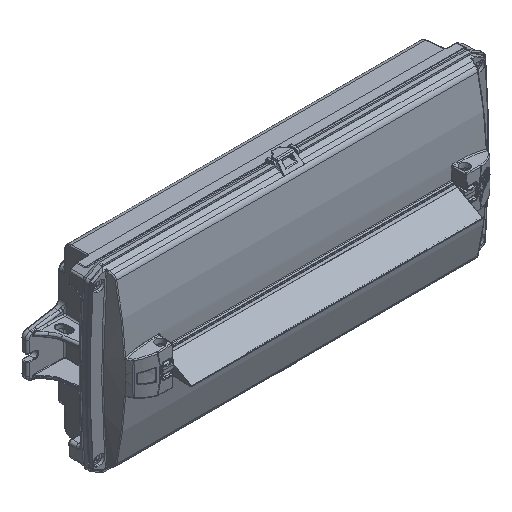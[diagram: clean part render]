
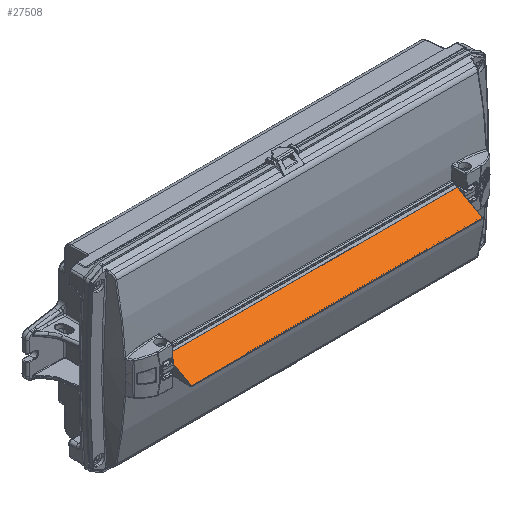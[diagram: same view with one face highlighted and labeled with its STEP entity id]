
A CAD part, isometric view. The second image highlights one B-rep face of the part: STEP entity #27508.
In plain terms, the highlighted planar face has unit normal (0, -0.5, 0.866).
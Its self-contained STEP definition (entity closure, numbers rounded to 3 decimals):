
#1506 = DIRECTION ( 'NONE',  ( 0., 0.866, 0.5 ) ) ;
#1559 = CARTESIAN_POINT ( 'NONE',  ( 157.292, 27.049, 4.973 ) ) ;
#12119 = ORIENTED_EDGE ( 'NONE', *, *, #13470, .T. ) ;
#13470 = EDGE_CURVE ( 'NONE', #95875, #31402, #82786, .T. ) ;
#15054 = DIRECTION ( 'NONE',  ( 1., 0., 0. ) ) ;
#15705 = DIRECTION ( 'NONE',  ( 0., -0.5, 0.866 ) ) ;
#19452 = DIRECTION ( 'NONE',  ( 0., -0.866, -0.5 ) ) ;
#19674 = LINE ( 'NONE', #68231, #94966 ) ;
#19946 = DIRECTION ( 'NONE',  ( 0., -0.866, -0.5 ) ) ;
#21628 = CARTESIAN_POINT ( 'NONE',  ( 149.8, 27.049, 4.973 ) ) ;
#27508 = ADVANCED_FACE ( 'NONE', ( #63852 ), #65871, .T. ) ;
#28856 = CARTESIAN_POINT ( 'NONE',  ( -149.8, 27.049, 4.973 ) ) ;
#31402 = VERTEX_POINT ( 'NONE', #89105 ) ;
#37840 = VECTOR ( 'NONE', #92507, 1000. ) ;
#39699 = CARTESIAN_POINT ( 'NONE',  ( -149.801, 19.495, 0.612 ) ) ;
#50758 = AXIS2_PLACEMENT_3D ( 'NONE', #56325, #15705, #1506 ) ;
#51109 = DIRECTION ( 'NONE',  ( 0., 0.866, 0.5 ) ) ;
#56069 = VECTOR ( 'NONE', #86547, 1000. ) ;
#56325 = CARTESIAN_POINT ( 'NONE',  ( 157.292, 27.688, 5.342 ) ) ;
#58604 = LINE ( 'NONE', #87375, #86628 ) ;
#61426 = ORIENTED_EDGE ( 'NONE', *, *, #73993, .T. ) ;
#61515 = VERTEX_POINT ( 'NONE', #39699 ) ;
#63626 = EDGE_CURVE ( 'NONE', #31402, #101367, #77823, .T. ) ;
#63852 = FACE_OUTER_BOUND ( 'NONE', #88895, .T. ) ;
#65871 = PLANE ( 'NONE',  #50758 ) ;
#67142 = LINE ( 'NONE', #1559, #37840 ) ;
#68231 = CARTESIAN_POINT ( 'NONE',  ( -149.8, 27.688, 5.342 ) ) ;
#68705 = CARTESIAN_POINT ( 'NONE',  ( -149.8, 27.688, 5.342 ) ) ;
#70672 = EDGE_CURVE ( 'NONE', #102156, #95875, #58604, .T. ) ;
#73993 = EDGE_CURVE ( 'NONE', #91372, #61515, #19674, .T. ) ;
#77823 = LINE ( 'NONE', #99824, #84147 ) ;
#78599 = VECTOR ( 'NONE', #19946, 1000. ) ;
#82786 = LINE ( 'NONE', #85526, #56069 ) ;
#84147 = VECTOR ( 'NONE', #51109, 1000. ) ;
#85526 = CARTESIAN_POINT ( 'NONE',  ( 149.8, 27.688, 5.342 ) ) ;
#85911 = ORIENTED_EDGE ( 'NONE', *, *, #97112, .T. ) ;
#86547 = DIRECTION ( 'NONE',  ( 0., 0.866, 0.5 ) ) ;
#86628 = VECTOR ( 'NONE', #15054, 1000. ) ;
#87375 = CARTESIAN_POINT ( 'NONE',  ( 157.292, 1.534, -9.758 ) ) ;
#88895 = EDGE_LOOP ( 'NONE', ( #12119, #103596, #85911, #61426, #96774, #90248 ) ) ;
#89105 = CARTESIAN_POINT ( 'NONE',  ( 149.8, 19.495, 0.612 ) ) ;
#90248 = ORIENTED_EDGE ( 'NONE', *, *, #70672, .T. ) ;
#91372 = VERTEX_POINT ( 'NONE', #28856 ) ;
#92507 = DIRECTION ( 'NONE',  ( -1., 0., 0. ) ) ;
#94966 = VECTOR ( 'NONE', #19452, 1000. ) ;
#95875 = VERTEX_POINT ( 'NONE', #97394 ) ;
#96774 = ORIENTED_EDGE ( 'NONE', *, *, #104827, .T. ) ;
#97112 = EDGE_CURVE ( 'NONE', #101367, #91372, #67142, .T. ) ;
#97394 = CARTESIAN_POINT ( 'NONE',  ( 149.8, 1.534, -9.758 ) ) ;
#99824 = CARTESIAN_POINT ( 'NONE',  ( 149.8, 27.688, 5.342 ) ) ;
#100272 = LINE ( 'NONE', #68705, #78599 ) ;
#101367 = VERTEX_POINT ( 'NONE', #21628 ) ;
#102156 = VERTEX_POINT ( 'NONE', #102178 ) ;
#102178 = CARTESIAN_POINT ( 'NONE',  ( -149.8, 1.534, -9.758 ) ) ;
#103596 = ORIENTED_EDGE ( 'NONE', *, *, #63626, .T. ) ;
#104827 = EDGE_CURVE ( 'NONE', #61515, #102156, #100272, .T. ) ;
